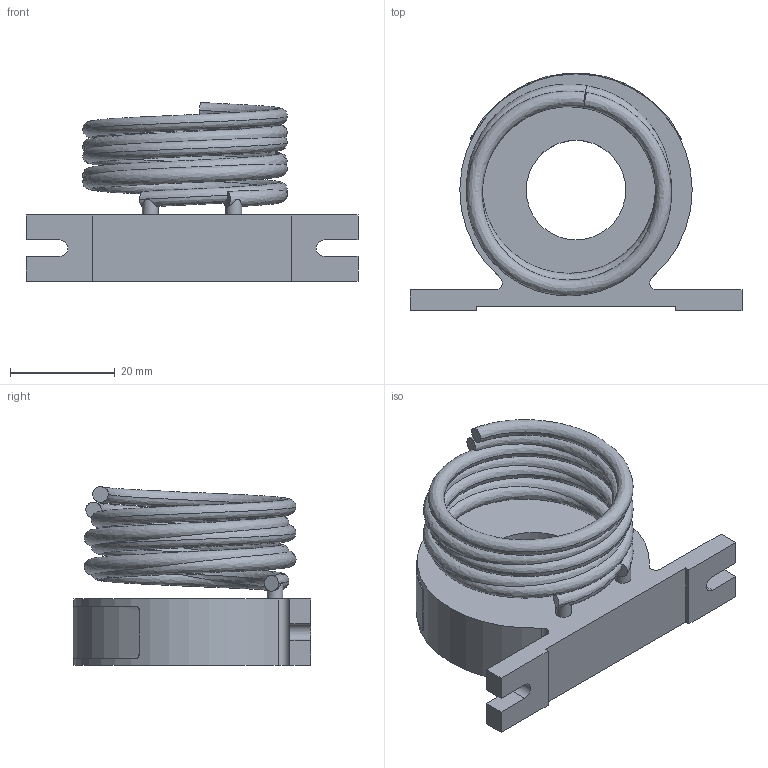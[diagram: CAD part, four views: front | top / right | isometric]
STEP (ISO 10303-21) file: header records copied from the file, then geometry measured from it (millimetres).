
FILE_DESCRIPTION((' '),'2;1');
FILE_NAME('CEP7-CBCT1_3D.stp','2012-07-18T14:12:52',(' '),(' '),' ','ACIS',' ');
FILE_SCHEMA(('CONFIG_CONTROL_DESIGN'));
Length unit declared in the file: millimetre
Products named in the file (1): CEP7-CBCT1_3D.stp
Bounding box: 63.5 x 45.4 x 34.2 mm (x, y, z)
Volume: 22312.3 mm3; surface area: 11797.3 mm2
Topology: 1 solids, 2 shells, 45 faces, 128 edges, 86 vertices
Faces by surface type: plane 27, cylinder 13, bspline 5
Full cylindrical faces by diameter (mm): 3 x2, 19.05 x1
Entity records: 4390 total; most frequent: CARTESIAN_POINT 3195, ORIENTED_EDGE 238, DIRECTION 184, EDGE_CURVE 123, VERTEX_POINT 84, VECTOR 62, LINE 62, AXIS2_PLACEMENT_3D 61
